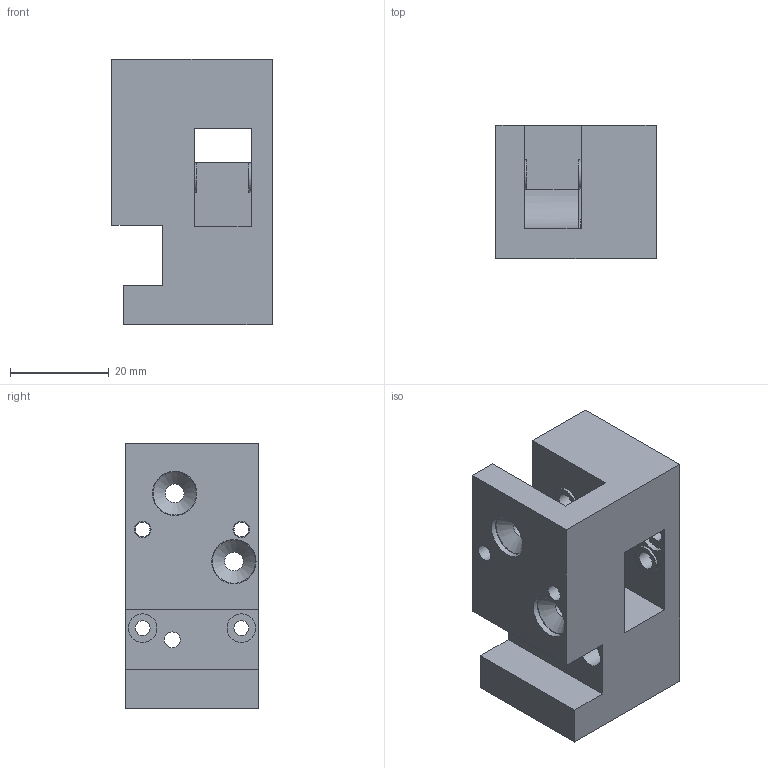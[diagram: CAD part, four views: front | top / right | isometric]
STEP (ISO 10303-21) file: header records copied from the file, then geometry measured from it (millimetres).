
FILE_DESCRIPTION(('FreeCAD Model'),'2;1');
FILE_NAME('Open CASCADE Shape Model','2024-06-16T04:52:23',(''),(''), 'Open CASCADE STEP processor 7.6','FreeCAD','Unknown');
FILE_SCHEMA(('AUTOMOTIVE_DESIGN { 1 0 10303 214 1 1 1 1 }'));
Length unit declared in the file: millimetre
Products named in the file (1): Pocket023
Bounding box: 32.5 x 27 x 53.87 mm (x, y, z)
Volume: 31796.6 mm3; surface area: 11802 mm2
Topology: 1 solids, 1 shells, 57 faces, 133 edges, 89 vertices
Faces by surface type: plane 31, cylinder 24, cone 2
Full cylindrical faces by diameter (mm): 3 x4, 3.2 x1, 3.4 x2, 3.8 x4, 4.6 x1, 5.8 x2, 6 x5, 6.4 x2, 9 x2
Entity records: 3488 total; most frequent: CARTESIAN_POINT 679, DIRECTION 531, LINE 274, VECTOR 274, ORIENTED_EDGE 266, PCURVE 266, DEFINITIONAL_REPRESENTATION 266, EDGE_CURVE 133
